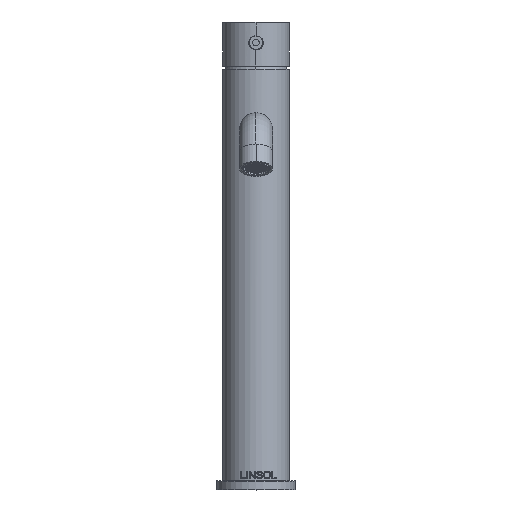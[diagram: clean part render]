
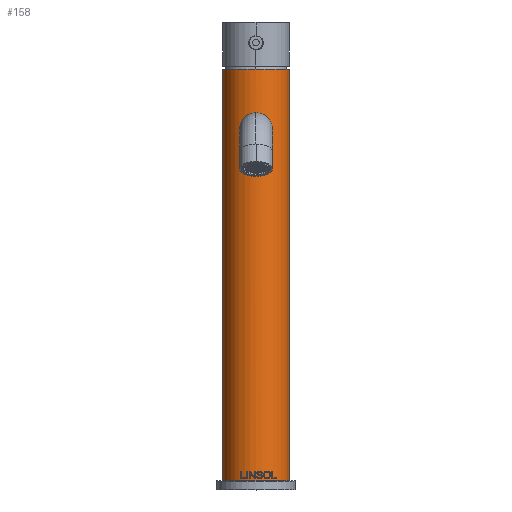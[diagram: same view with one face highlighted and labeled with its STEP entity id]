
A CAD part, top view. The second image highlights one B-rep face of the part: STEP entity #158.
In plain terms, the highlighted cylindrical face has radius 20 mm (diameter 40 mm), a partial arc.
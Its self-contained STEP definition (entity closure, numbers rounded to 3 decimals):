
#6=CARTESIAN_POINT('',(0.,-124.6,0.));
#7=DIRECTION('',(0.,1.,0.));
#8=DIRECTION('',(-1.,0.,0.));
#9=AXIS2_PLACEMENT_3D('',#6,#7,#8);
#11=DIRECTION('',(0.,-1.,0.));
#12=VECTOR('',#11,249.2);
#13=CARTESIAN_POINT('',(-20.,124.6,0.));
#14=LINE('',#13,#12);
#15=DIRECTION('',(0.,-1.,0.));
#16=VECTOR('',#15,249.2);
#17=CARTESIAN_POINT('',(20.,124.6,0.));
#18=LINE('',#17,#16);
#19=CARTESIAN_POINT('',(3.5,88.1,19.691));
#20=CARTESIAN_POINT('',(3.5,88.441,19.691));
#21=CARTESIAN_POINT('',(3.404,89.093,19.709));
#22=CARTESIAN_POINT('',(2.991,90.01,19.778));
#23=CARTESIAN_POINT('',(2.327,90.779,19.869));
#24=CARTESIAN_POINT('',(1.479,91.325,19.952));
#25=CARTESIAN_POINT('',(0.506,91.612,20.002));
#26=CARTESIAN_POINT('',(-0.5,91.612,20.002));
#27=CARTESIAN_POINT('',(-1.467,91.33,19.953));
#28=CARTESIAN_POINT('',(-2.31,90.793,19.871));
#29=CARTESIAN_POINT('',(-2.983,90.024,19.779));
#30=CARTESIAN_POINT('',(-3.404,89.098,19.709));
#31=CARTESIAN_POINT('',(-3.5,88.442,19.691));
#32=CARTESIAN_POINT('',(-3.5,88.1,19.691));
#34=CARTESIAN_POINT('',(-3.5,88.1,19.691));
#35=CARTESIAN_POINT('',(-3.5,87.759,19.691));
#36=CARTESIAN_POINT('',(-3.404,87.108,19.709));
#37=CARTESIAN_POINT('',(-2.991,86.19,19.778));
#38=CARTESIAN_POINT('',(-2.327,85.422,19.869));
#39=CARTESIAN_POINT('',(-1.479,84.875,19.952));
#40=CARTESIAN_POINT('',(-0.506,84.588,20.002));
#41=CARTESIAN_POINT('',(0.501,84.588,20.002));
#42=CARTESIAN_POINT('',(1.467,84.87,19.953));
#43=CARTESIAN_POINT('',(2.31,85.407,19.871));
#44=CARTESIAN_POINT('',(2.983,86.176,19.779));
#45=CARTESIAN_POINT('',(3.404,87.102,19.709));
#46=CARTESIAN_POINT('',(3.5,87.757,19.691));
#47=CARTESIAN_POINT('',(3.5,88.1,19.691));
#54=CARTESIAN_POINT('',(0.,124.6,0.));
#55=DIRECTION('',(0.,-1.,0.));
#56=DIRECTION('',(1.,0.,0.));
#57=AXIS2_PLACEMENT_3D('',#54,#55,#56);
#101=CARTESIAN_POINT('',(20.,-124.6,0.));
#102=CARTESIAN_POINT('',(-20.,-124.6,0.));
#103=VERTEX_POINT('',#101);
#104=VERTEX_POINT('',#102);
#105=CARTESIAN_POINT('',(20.,124.6,0.));
#106=VERTEX_POINT('',#105);
#107=CARTESIAN_POINT('',(-20.,124.6,0.));
#108=VERTEX_POINT('',#107);
#109=VERTEX_POINT('',#19);
#110=VERTEX_POINT('',#32);
#140=CARTESIAN_POINT('',(0.,-124.6,0.));
#141=DIRECTION('',(0.,1.,0.));
#142=DIRECTION('',(1.,0.,0.));
#143=AXIS2_PLACEMENT_3D('',#140,#141,#142);
#144=CYLINDRICAL_SURFACE('',#143,20.);
#145=ORIENTED_EDGE('',*,*,#120,.F.);
#146=ORIENTED_EDGE('',*,*,#135,.F.);
#148=ORIENTED_EDGE('',*,*,#147,.F.);
#149=ORIENTED_EDGE('',*,*,#131,.T.);
#150=EDGE_LOOP('',(#145,#146,#148,#149));
#151=FACE_OUTER_BOUND('',#150,.F.);
#153=ORIENTED_EDGE('',*,*,#152,.T.);
#155=ORIENTED_EDGE('',*,*,#154,.T.);
#156=EDGE_LOOP('',(#153,#155));
#157=FACE_BOUND('',#156,.F.);
#158=ADVANCED_FACE('',(#151,#157),#144,.T.);
#10=CIRCLE('',#9,20.);
#33=B_SPLINE_CURVE_WITH_KNOTS('',3,(#19,#20,#21,#22,#23,#24,#25,#26,#27,#28,#29,
#30,#31,#32),.UNSPECIFIED.,.F.,.F.,(4,1,1,1,1,1,1,1,1,1,1,4),(0.,
0.091,0.182,0.273,0.364,
0.455,0.545,0.636,0.727,
0.818,0.909,1.),.UNSPECIFIED.);
#48=B_SPLINE_CURVE_WITH_KNOTS('',3,(#34,#35,#36,#37,#38,#39,#40,#41,#42,#43,#44,
#45,#46,#47),.UNSPECIFIED.,.F.,.F.,(4,1,1,1,1,1,1,1,1,1,1,4),(0.,
0.091,0.182,0.273,0.364,
0.455,0.545,0.636,0.727,
0.818,0.909,1.),.UNSPECIFIED.);
#58=CIRCLE('',#57,20.);
#120=EDGE_CURVE('',#104,#103,#10,.T.);
#131=EDGE_CURVE('',#106,#103,#18,.T.);
#135=EDGE_CURVE('',#108,#104,#14,.T.);
#147=EDGE_CURVE('',#106,#108,#58,.T.);
#152=EDGE_CURVE('',#109,#110,#33,.T.);
#154=EDGE_CURVE('',#110,#109,#48,.T.);
